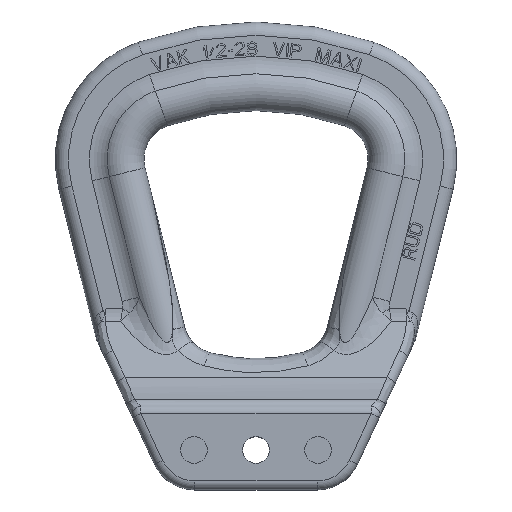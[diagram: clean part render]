
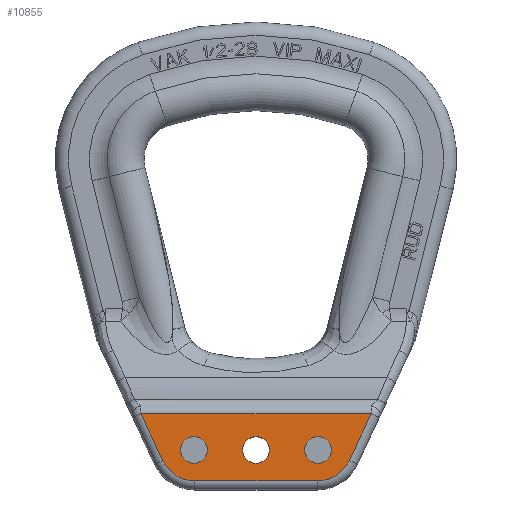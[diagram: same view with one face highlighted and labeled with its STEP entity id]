
A CAD part, top view. The second image highlights one B-rep face of the part: STEP entity #10855.
In plain terms, the highlighted planar face has unit normal (0, 0, 1).
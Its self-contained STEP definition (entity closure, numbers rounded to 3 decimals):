
#849=CARTESIAN_POINT('',(0.,-83.,65.));
#850=DIRECTION('',(0.,0.,1.));
#851=DIRECTION('',(1.,0.,0.));
#852=AXIS2_PLACEMENT_3D('',#849,#850,#851);
#854=CARTESIAN_POINT('',(0.,-83.,65.));
#855=DIRECTION('',(0.,0.,1.));
#856=DIRECTION('',(-1.,0.,0.));
#857=AXIS2_PLACEMENT_3D('',#854,#855,#856);
#859=CARTESIAN_POINT('',(70.,-83.,65.));
#860=DIRECTION('',(0.,0.,1.));
#861=DIRECTION('',(1.,0.,0.));
#862=AXIS2_PLACEMENT_3D('',#859,#860,#861);
#864=CARTESIAN_POINT('',(70.,-83.,65.));
#865=DIRECTION('',(0.,0.,1.));
#866=DIRECTION('',(-1.,0.,0.));
#867=AXIS2_PLACEMENT_3D('',#864,#865,#866);
#869=CARTESIAN_POINT('',(-70.,-83.,65.));
#870=DIRECTION('',(0.,0.,1.));
#871=DIRECTION('',(1.,0.,0.));
#872=AXIS2_PLACEMENT_3D('',#869,#870,#871);
#874=CARTESIAN_POINT('',(-70.,-83.,65.));
#875=DIRECTION('',(0.,0.,1.));
#876=DIRECTION('',(-1.,0.,0.));
#877=AXIS2_PLACEMENT_3D('',#874,#875,#876);
#879=DIRECTION('',(0.423,0.906,0.));
#880=VECTOR('',#879,58.365);
#881=CARTESIAN_POINT('',(105.361,-94.905,65.));
#882=LINE('',#881,#880);
#883=CARTESIAN_POINT('',(69.108,-78.,65.));
#884=DIRECTION('',(0.,0.,1.));
#885=DIRECTION('',(0.,-1.,0.));
#886=AXIS2_PLACEMENT_3D('',#883,#884,#885);
#888=DIRECTION('',(1.,0.,0.));
#889=VECTOR('',#888,138.216);
#890=CARTESIAN_POINT('',(-69.108,-118.,65.));
#891=LINE('',#890,#889);
#892=CARTESIAN_POINT('',(-69.108,-78.,65.));
#893=DIRECTION('',(0.,0.,1.));
#894=DIRECTION('',(-0.906,-0.423,0.));
#895=AXIS2_PLACEMENT_3D('',#892,#893,#894);
#897=DIRECTION('',(0.423,-0.906,0.));
#898=VECTOR('',#897,58.365);
#899=CARTESIAN_POINT('',(-130.027,-42.008,65.));
#900=LINE('',#899,#898);
#901=DIRECTION('',(-1.,0.,0.));
#902=VECTOR('',#901,260.053);
#903=CARTESIAN_POINT('',(130.027,-42.008,65.));
#904=LINE('',#903,#902);
#7781=CARTESIAN_POINT('',(15.,-83.,65.));
#7783=VERTEX_POINT('',#7781);
#7789=CARTESIAN_POINT('',(-15.,-83.,65.));
#7791=VERTEX_POINT('',#7789);
#9167=CARTESIAN_POINT('',(85.,-83.,65.));
#9168=CARTESIAN_POINT('',(55.,-83.,65.));
#9169=VERTEX_POINT('',#9167);
#9170=VERTEX_POINT('',#9168);
#9171=CARTESIAN_POINT('',(-55.,-83.,65.));
#9172=CARTESIAN_POINT('',(-85.,-83.,65.));
#9173=VERTEX_POINT('',#9171);
#9174=VERTEX_POINT('',#9172);
#9185=CARTESIAN_POINT('',(105.361,-94.905,65.));
#9186=CARTESIAN_POINT('',(130.027,-42.008,65.));
#9187=VERTEX_POINT('',#9185);
#9188=VERTEX_POINT('',#9186);
#9193=CARTESIAN_POINT('',(69.108,-118.,65.));
#9194=VERTEX_POINT('',#9193);
#9197=CARTESIAN_POINT('',(-69.108,-118.,65.));
#9198=VERTEX_POINT('',#9197);
#9201=CARTESIAN_POINT('',(-105.361,-94.905,65.));
#9202=VERTEX_POINT('',#9201);
#9205=CARTESIAN_POINT('',(-130.027,-42.008,65.));
#9206=VERTEX_POINT('',#9205);
#10819=CARTESIAN_POINT('',(-180.,0.,65.));
#10820=DIRECTION('',(0.,0.,1.));
#10821=DIRECTION('',(1.,0.,0.));
#10822=AXIS2_PLACEMENT_3D('',#10819,#10820,#10821);
#10823=PLANE('',#10822);
#10825=ORIENTED_EDGE('',*,*,#10824,.F.);
#10827=ORIENTED_EDGE('',*,*,#10826,.F.);
#10829=ORIENTED_EDGE('',*,*,#10828,.F.);
#10830=ORIENTED_EDGE('',*,*,#10809,.F.);
#10832=ORIENTED_EDGE('',*,*,#10831,.F.);
#10834=ORIENTED_EDGE('',*,*,#10833,.F.);
#10835=EDGE_LOOP('',(#10825,#10827,#10829,#10830,#10832,#10834));
#10836=FACE_OUTER_BOUND('',#10835,.F.);
#10838=ORIENTED_EDGE('',*,*,#10837,.T.);
#10840=ORIENTED_EDGE('',*,*,#10839,.T.);
#10841=EDGE_LOOP('',(#10838,#10840));
#10842=FACE_BOUND('',#10841,.F.);
#10844=ORIENTED_EDGE('',*,*,#10843,.T.);
#10846=ORIENTED_EDGE('',*,*,#10845,.T.);
#10847=EDGE_LOOP('',(#10844,#10846));
#10848=FACE_BOUND('',#10847,.F.);
#10850=ORIENTED_EDGE('',*,*,#10849,.T.);
#10852=ORIENTED_EDGE('',*,*,#10851,.T.);
#10853=EDGE_LOOP('',(#10850,#10852));
#10854=FACE_BOUND('',#10853,.F.);
#10855=ADVANCED_FACE('',(#10836,#10842,#10848,#10854),#10823,.T.);
#853=CIRCLE('',#852,15.);
#858=CIRCLE('',#857,15.);
#863=CIRCLE('',#862,15.);
#868=CIRCLE('',#867,15.);
#873=CIRCLE('',#872,15.);
#878=CIRCLE('',#877,15.);
#887=CIRCLE('',#886,40.);
#896=CIRCLE('',#895,40.);
#10809=EDGE_CURVE('',#9202,#9198,#896,.T.);
#10824=EDGE_CURVE('',#9187,#9188,#882,.T.);
#10826=EDGE_CURVE('',#9194,#9187,#887,.T.);
#10828=EDGE_CURVE('',#9198,#9194,#891,.T.);
#10831=EDGE_CURVE('',#9206,#9202,#900,.T.);
#10833=EDGE_CURVE('',#9188,#9206,#904,.T.);
#10837=EDGE_CURVE('',#7783,#7791,#853,.T.);
#10839=EDGE_CURVE('',#7791,#7783,#858,.T.);
#10843=EDGE_CURVE('',#9169,#9170,#863,.T.);
#10845=EDGE_CURVE('',#9170,#9169,#868,.T.);
#10849=EDGE_CURVE('',#9173,#9174,#873,.T.);
#10851=EDGE_CURVE('',#9174,#9173,#878,.T.);
